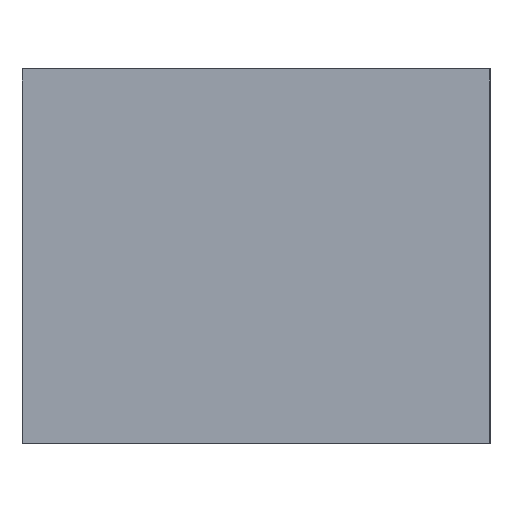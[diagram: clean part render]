
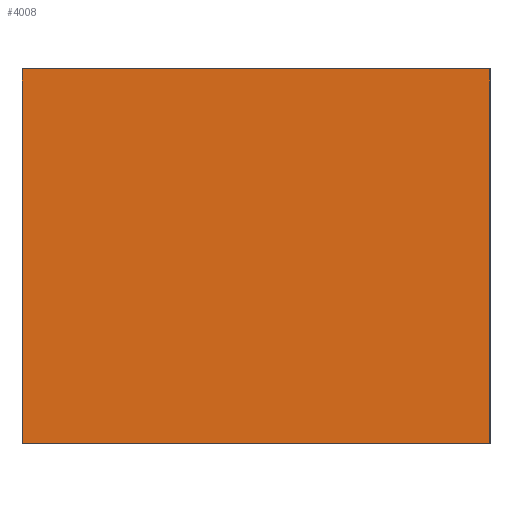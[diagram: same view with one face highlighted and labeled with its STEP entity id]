
A CAD part, left-side view. The second image highlights one B-rep face of the part: STEP entity #4008.
In plain terms, the highlighted planar face has unit normal (-1, 0, 0).
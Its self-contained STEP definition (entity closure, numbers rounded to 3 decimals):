
#330=FACE_OUTER_BOUND('',#561,.T.);
#561=EDGE_LOOP('',(#2712,#2713,#2714,#2715));
#816=LINE('',#5234,#1245);
#823=LINE('',#5247,#1252);
#825=LINE('',#5252,#1254);
#829=LINE('',#5259,#1258);
#1245=VECTOR('',#4479,10.);
#1252=VECTOR('',#4488,10.);
#1254=VECTOR('',#4492,10.);
#1258=VECTOR('',#4498,10.);
#1670=VERTEX_POINT('',#5231);
#1671=VERTEX_POINT('',#5233);
#1676=VERTEX_POINT('',#5245);
#1678=VERTEX_POINT('',#5251);
#2072=EDGE_CURVE('',#1671,#1670,#816,.T.);
#2079=EDGE_CURVE('',#1676,#1670,#823,.T.);
#2081=EDGE_CURVE('',#1671,#1678,#825,.T.);
#2085=EDGE_CURVE('',#1676,#1678,#829,.T.);
#2712=ORIENTED_EDGE('',*,*,#2072,.T.);
#2713=ORIENTED_EDGE('',*,*,#2079,.F.);
#2714=ORIENTED_EDGE('',*,*,#2085,.T.);
#2715=ORIENTED_EDGE('',*,*,#2081,.F.);
#3861=PLANE('',#4304);
#4008=ADVANCED_FACE('',(#330),#3861,.T.);
#4304=AXIS2_PLACEMENT_3D('',#5266,#4508,#4509);
#4479=DIRECTION('',(0.,1.,0.));
#4488=DIRECTION('',(0.,0.,1.));
#4492=DIRECTION('',(0.,0.,-1.));
#4498=DIRECTION('',(0.,-1.,0.));
#4508=DIRECTION('center_axis',(-1.,0.,0.));
#4509=DIRECTION('ref_axis',(0.,0.,1.));
#5231=CARTESIAN_POINT('',(-0.55,0.25,0.4));
#5233=CARTESIAN_POINT('',(-0.55,-0.25,0.4));
#5234=CARTESIAN_POINT('',(-0.55,0.,0.4));
#5245=CARTESIAN_POINT('',(-0.55,0.25,0.));
#5247=CARTESIAN_POINT('',(-0.55,0.25,0.));
#5251=CARTESIAN_POINT('',(-0.55,-0.25,0.));
#5252=CARTESIAN_POINT('',(-0.55,-0.25,0.));
#5259=CARTESIAN_POINT('',(-0.55,0.,0.));
#5266=CARTESIAN_POINT('Origin',(-0.55,0.,0.));
